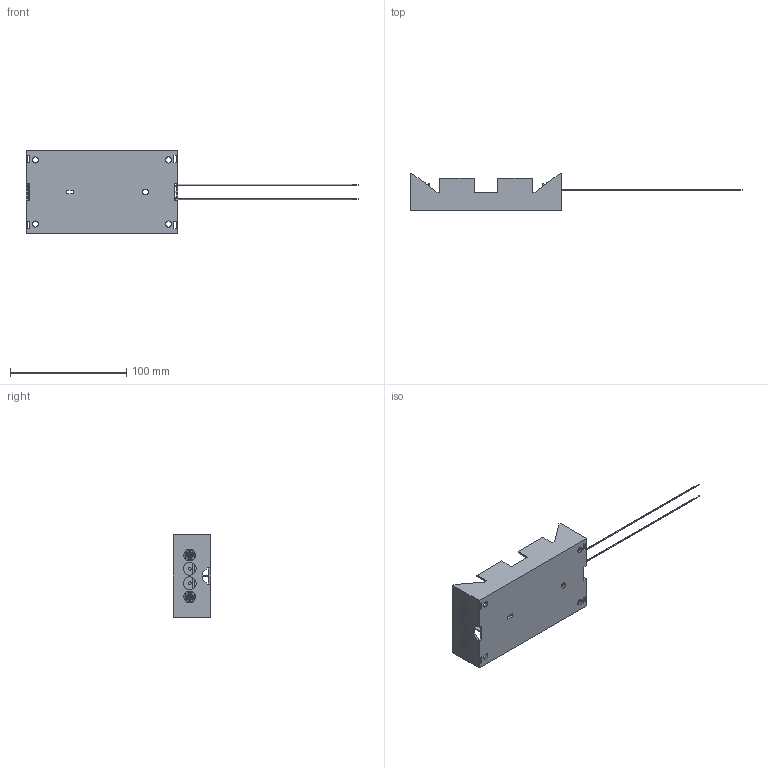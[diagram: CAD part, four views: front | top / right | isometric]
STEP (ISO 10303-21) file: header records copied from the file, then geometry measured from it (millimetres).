
FILE_DESCRIPTION (( 'STEP AP214' ), '1' );
FILE_NAME ('BH24DW.STEP', '2019-12-03T13:52:22', ( '' ), ( '' ), 'SwSTEP 2.0', 'SolidWorks 2017', '' );
FILE_SCHEMA (( 'AUTOMOTIVE_DESIGN' ));
Length unit declared in the file: millimetre
Products named in the file (1): BH24DW
Bounding box: 285.8 x 32.15 x 71.1 mm (x, y, z)
Volume: 35742.1 mm3; surface area: 46948.3 mm2
Topology: 11 solids, 11 shells, 282 faces, 700 edges, 455 vertices
Faces by surface type: plane 136, cylinder 114, torus 24, bspline 8
Entity records: 16760 total; most frequent: CARTESIAN_POINT 9602, DIRECTION 1522, ORIENTED_EDGE 1400, EDGE_CURVE 700, AXIS2_PLACEMENT_3D 567, VERTEX_POINT 455, LINE 388, VECTOR 388
